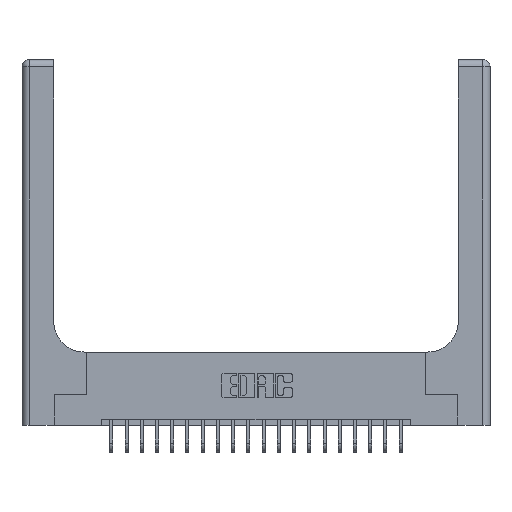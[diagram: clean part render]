
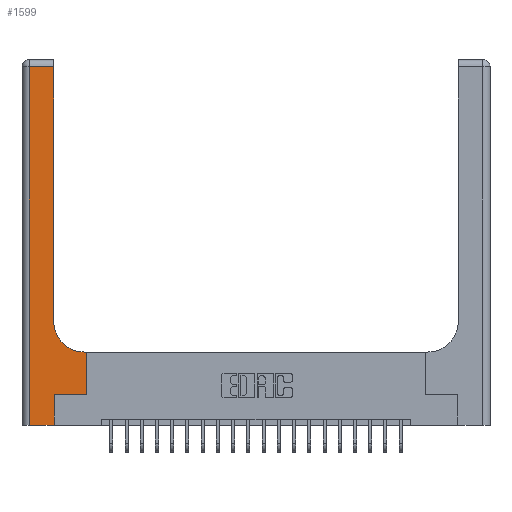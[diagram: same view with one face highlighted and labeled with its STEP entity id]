
A CAD part, top view. The second image highlights one B-rep face of the part: STEP entity #1599.
In plain terms, the highlighted planar face has unit normal (0, 0, 1).
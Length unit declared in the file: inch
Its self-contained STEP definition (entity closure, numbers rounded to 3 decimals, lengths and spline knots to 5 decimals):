
#35 = CARTESIAN_POINT ( 'NONE',  ( 0.26, 0.6, 0.37 ) ) ;
#48 = CARTESIAN_POINT ( 'NONE',  ( 0.265, 0., 0.37 ) ) ;
#103 = LINE ( 'NONE', #14117, #16735 ) ;
#169 = VERTEX_POINT ( 'NONE', #16561 ) ;
#1423 = ORIENTED_EDGE ( 'NONE', *, *, #22545, .T. ) ;
#1599 = ADVANCED_FACE ( 'NONE', ( #2119 ), #1891, .F. ) ;
#1891 = PLANE ( 'NONE',  #22338 ) ;
#2119 = FACE_OUTER_BOUND ( 'NONE', #20544, .T. ) ;
#2182 = ORIENTED_EDGE ( 'NONE', *, *, #20084, .T. ) ;
#2318 = LINE ( 'NONE', #11428, #6646 ) ;
#2684 = LINE ( 'NONE', #15426, #21623 ) ;
#2744 = VERTEX_POINT ( 'NONE', #21226 ) ;
#2840 = ORIENTED_EDGE ( 'NONE', *, *, #6229, .T. ) ;
#3626 = VERTEX_POINT ( 'NONE', #23249 ) ;
#3919 = CARTESIAN_POINT ( 'NONE',  ( 0.06, 3., 0.37 ) ) ;
#4426 = ORIENTED_EDGE ( 'NONE', *, *, #21915, .T. ) ;
#4510 = EDGE_CURVE ( 'NONE', #22116, #2744, #16190, .T. ) ;
#4682 = VECTOR ( 'NONE', #7663, 39.37008 ) ;
#5321 = CARTESIAN_POINT ( 'NONE',  ( 0., 3., 0.37 ) ) ;
#5642 = CARTESIAN_POINT ( 'NONE',  ( 0.06, 0., 0.37 ) ) ;
#6175 = CARTESIAN_POINT ( 'NONE',  ( 0.26, 3., 0.37 ) ) ;
#6229 = EDGE_CURVE ( 'NONE', #2744, #3626, #16264, .T. ) ;
#6379 = CIRCLE ( 'NONE', #11334, 0.25 ) ;
#6646 = VECTOR ( 'NONE', #20328, 39.37008 ) ;
#7148 = DIRECTION ( 'NONE',  ( 0., 0., -1. ) ) ;
#7280 = VECTOR ( 'NONE', #16809, 39.37008 ) ;
#7357 = DIRECTION ( 'NONE',  ( 0., -1., 0. ) ) ;
#7663 = DIRECTION ( 'NONE',  ( 0., 1., 0. ) ) ;
#8568 = VECTOR ( 'NONE', #21752, 39.37008 ) ;
#9076 = LINE ( 'NONE', #48, #4682 ) ;
#9115 = DIRECTION ( 'NONE',  ( 0., 0., -1. ) ) ;
#9374 = CARTESIAN_POINT ( 'NONE',  ( 0.51, 0.85, 0.37 ) ) ;
#9782 = EDGE_CURVE ( 'NONE', #22098, #16559, #20171, .T. ) ;
#10587 = VECTOR ( 'NONE', #16312, 39.37008 ) ;
#10724 = DIRECTION ( 'NONE',  ( 1., 0., 0. ) ) ;
#10927 = DIRECTION ( 'NONE',  ( 1., 0., 0. ) ) ;
#10951 = EDGE_CURVE ( 'NONE', #3626, #21174, #6379, .T. ) ;
#11334 = AXIS2_PLACEMENT_3D ( 'NONE', #9374, #7148, #10724 ) ;
#11428 = CARTESIAN_POINT ( 'NONE',  ( 0., 0., 0.37 ) ) ;
#11787 = DIRECTION ( 'NONE',  ( -1., 0., 0. ) ) ;
#12013 = CARTESIAN_POINT ( 'NONE',  ( 0.265, 0.25, 0.37 ) ) ;
#12666 = CARTESIAN_POINT ( 'NONE',  ( 0.528, 0.25, 0.37 ) ) ;
#12782 = DIRECTION ( 'NONE',  ( -1., 0., 0. ) ) ;
#13444 = ORIENTED_EDGE ( 'NONE', *, *, #9782, .T. ) ;
#13936 = EDGE_CURVE ( 'NONE', #16559, #22825, #2318, .T. ) ;
#14117 = CARTESIAN_POINT ( 'NONE',  ( 0.265, 0.25, 0.37 ) ) ;
#14800 = ORIENTED_EDGE ( 'NONE', *, *, #13936, .T. ) ;
#14910 = CARTESIAN_POINT ( 'NONE',  ( 0.528, 0.25, 0.37 ) ) ;
#14941 = LINE ( 'NONE', #6175, #7280 ) ;
#15208 = ORIENTED_EDGE ( 'NONE', *, *, #22390, .T. ) ;
#15426 = CARTESIAN_POINT ( 'NONE',  ( 0., 2.94, 0.37 ) ) ;
#15545 = CARTESIAN_POINT ( 'NONE',  ( 0.26, 0.85, 0.37 ) ) ;
#16190 = LINE ( 'NONE', #12666, #10587 ) ;
#16264 = LINE ( 'NONE', #35, #8568 ) ;
#16312 = DIRECTION ( 'NONE',  ( 0., 1., 0. ) ) ;
#16559 = VERTEX_POINT ( 'NONE', #5642 ) ;
#16561 = CARTESIAN_POINT ( 'NONE',  ( 0.26, 2.94, 0.37 ) ) ;
#16735 = VECTOR ( 'NONE', #10927, 39.37008 ) ;
#16809 = DIRECTION ( 'NONE',  ( 0., 1., 0. ) ) ;
#19060 = CARTESIAN_POINT ( 'NONE',  ( 0.06, 2.94, 0.37 ) ) ;
#19566 = ORIENTED_EDGE ( 'NONE', *, *, #10951, .T. ) ;
#19968 = CARTESIAN_POINT ( 'NONE',  ( 0.265, 0., 0.37 ) ) ;
#20084 = EDGE_CURVE ( 'NONE', #21174, #169, #14941, .T. ) ;
#20171 = LINE ( 'NONE', #3919, #22989 ) ;
#20328 = DIRECTION ( 'NONE',  ( 1., 0., 0. ) ) ;
#20544 = EDGE_LOOP ( 'NONE', ( #2182, #1423, #13444, #14800, #15208, #4426, #20775, #2840, #19566 ) ) ;
#20775 = ORIENTED_EDGE ( 'NONE', *, *, #4510, .T. ) ;
#21174 = VERTEX_POINT ( 'NONE', #15545 ) ;
#21226 = CARTESIAN_POINT ( 'NONE',  ( 0.528, 0.6, 0.37 ) ) ;
#21623 = VECTOR ( 'NONE', #11787, 39.37008 ) ;
#21752 = DIRECTION ( 'NONE',  ( -1., 0., 0. ) ) ;
#21915 = EDGE_CURVE ( 'NONE', #22791, #22116, #103, .T. ) ;
#22098 = VERTEX_POINT ( 'NONE', #19060 ) ;
#22116 = VERTEX_POINT ( 'NONE', #14910 ) ;
#22338 = AXIS2_PLACEMENT_3D ( 'NONE', #5321, #9115, #12782 ) ;
#22390 = EDGE_CURVE ( 'NONE', #22825, #22791, #9076, .T. ) ;
#22545 = EDGE_CURVE ( 'NONE', #169, #22098, #2684, .T. ) ;
#22791 = VERTEX_POINT ( 'NONE', #12013 ) ;
#22825 = VERTEX_POINT ( 'NONE', #19968 ) ;
#22989 = VECTOR ( 'NONE', #7357, 39.37008 ) ;
#23249 = CARTESIAN_POINT ( 'NONE',  ( 0.51, 0.6, 0.37 ) ) ;
